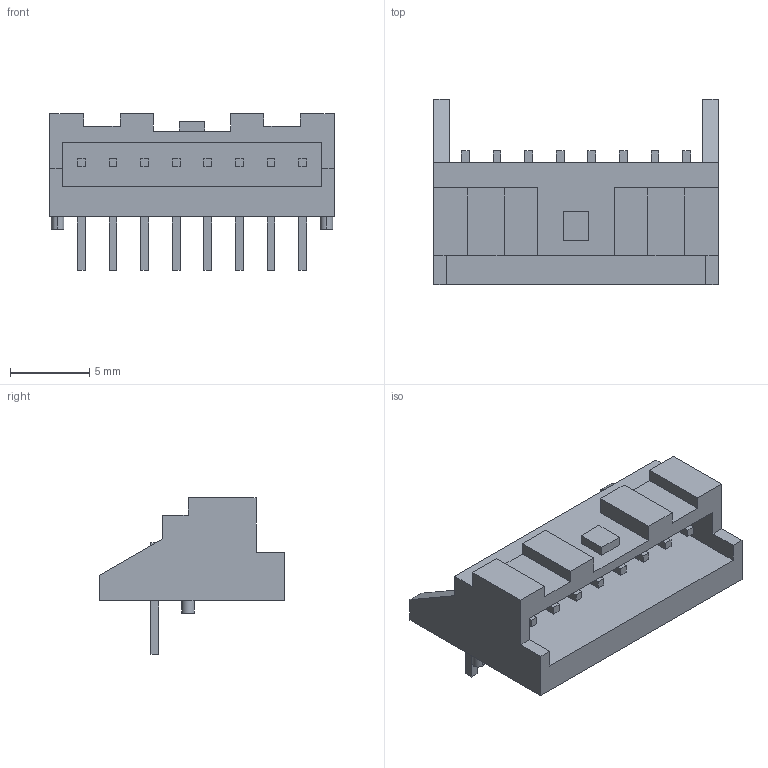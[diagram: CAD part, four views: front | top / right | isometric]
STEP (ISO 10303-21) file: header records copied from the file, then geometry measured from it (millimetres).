
FILE_DESCRIPTION(('FreeCAD Model'),'2;1');
FILE_NAME('S08B-PASK-2.step', '2019-06-03T14:49:06',('kicad StepUp'),('ksu MCAD'), 'Open CASCADE STEP processor 7.3','FreeCAD','Unknown');
FILE_SCHEMA(('AUTOMOTIVE_DESIGN { 1 0 10303 214 1 1 1 1 }'));
Length unit declared in the file: millimetre
Products named in the file (1): S08B-PASK-2
Bounding box: 18 x 11.7 x 9.9 mm (x, y, z)
Volume: 546.3 mm3; surface area: 990.9 mm2
Topology: 1 solids, 1 shells, 141 faces, 360 edges, 240 vertices
Faces by surface type: plane 137, cylinder 4
Entity records: 5182 total; most frequent: CARTESIAN_POINT 742, ORIENTED_EDGE 720, DIRECTION 652, EDGE_CURVE 360, LINE 352, VECTOR 352, VERTEX_POINT 240, FACE_BOUND 160
